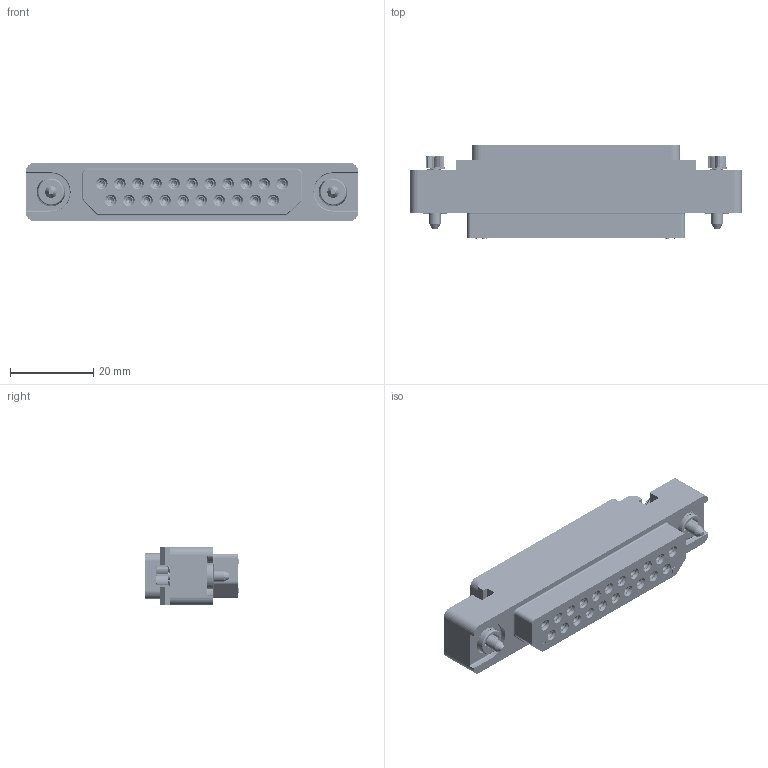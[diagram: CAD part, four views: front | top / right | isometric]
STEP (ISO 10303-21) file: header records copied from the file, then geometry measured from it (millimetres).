
FILE_DESCRIPTION((''),'2;1');
FILE_NAME('1900ND04S1A00B','2020-08-03T',('presta_be4'),(''),'CREO PARAMETRIC BY PTC INC, 2018360','CREO PARAMETRIC BY PTC INC, 2018360','');
FILE_SCHEMA(('CONFIG_CONTROL_DESIGN'));
Products named in the file (1): 1900ND04S1A00B
Bounding box: 80 x 22.57 x 14 mm (x, y, z)
Volume: 15969.6 mm3; surface area: 18964.7 mm2
Topology: 24 solids, 24 shells, 3727 faces, 9105 edges, 5544 vertices
Faces by surface type: plane 1215, cylinder 1190, torus 668, cone 542, bspline 84, extrusion 28
Entity records: 119610 total; most frequent: CARTESIAN_POINT 31490, DIRECTION 19218, ORIENTED_EDGE 18034, EDGE_CURVE 9017, AXIS2_PLACEMENT_3D 7644, VERTEX_POINT 5544, EDGE_LOOP 4113, CIRCLE 4029
